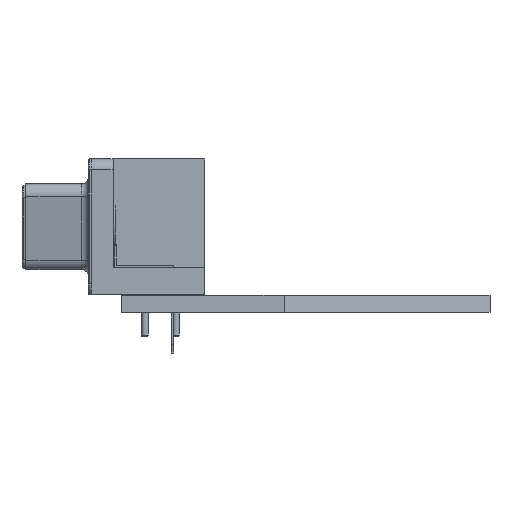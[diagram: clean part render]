
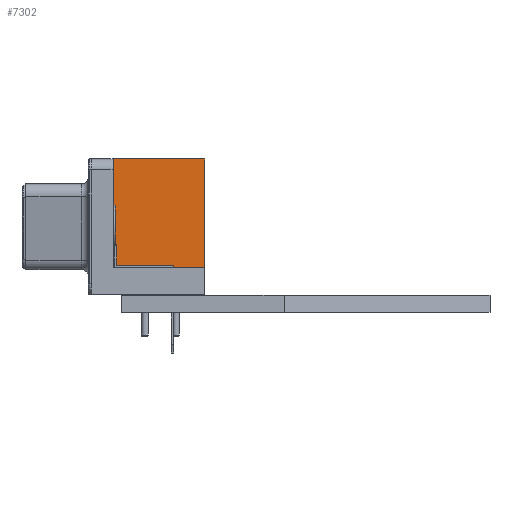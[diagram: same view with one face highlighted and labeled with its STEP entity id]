
A CAD part, front view. The second image highlights one B-rep face of the part: STEP entity #7302.
In plain terms, the highlighted face is planar.
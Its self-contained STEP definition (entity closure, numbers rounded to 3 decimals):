
#3529 = PLANE('',#3530);
#3530 = AXIS2_PLACEMENT_3D('',#3531,#3532,#3533);
#3531 = CARTESIAN_POINT('',(9.86,-7.78,12.5));
#3532 = DIRECTION('',(0.,0.,1.));
#3533 = DIRECTION('',(-1.,0.,0.));
#4195 = PLANE('',#4196);
#4196 = AXIS2_PLACEMENT_3D('',#4197,#4198,#4199);
#4197 = CARTESIAN_POINT('',(-5.54,2.7,6.25));
#4198 = DIRECTION('',(0.,-1.,0.));
#4199 = DIRECTION('',(1.,0.,0.));
#5053 = PLANE('',#5054);
#5054 = AXIS2_PLACEMENT_3D('',#5055,#5056,#5057);
#5055 = CARTESIAN_POINT('',(4.36,-5.78,2.5));
#5056 = DIRECTION('',(0.,0.,-1.));
#5057 = DIRECTION('',(1.,0.,0.));
#5079 = PLANE('',#5080);
#5080 = AXIS2_PLACEMENT_3D('',#5081,#5082,#5083);
#5081 = CARTESIAN_POINT('',(7.86,-5.78,8.75));
#5082 = DIRECTION('',(0.,-1.,0.));
#5083 = DIRECTION('',(1.,0.,0.));
#5119 = VERTEX_POINT('',#5120);
#5120 = CARTESIAN_POINT('',(4.36,-5.78,12.5));
#5141 = EDGE_CURVE('',#5142,#5119,#5144,.T.);
#5142 = VERTEX_POINT('',#5143);
#5143 = CARTESIAN_POINT('',(4.36,2.7,12.5));
#5144 = SURFACE_CURVE('',#5145,(#5149,#5156),.PCURVE_S1.);
#5145 = LINE('',#5146,#5147);
#5146 = CARTESIAN_POINT('',(4.36,-6.78,12.5));
#5147 = VECTOR('',#5148,1.);
#5148 = DIRECTION('',(0.,-1.,0.));
#5149 = PCURVE('',#3529,#5150);
#5150 = DEFINITIONAL_REPRESENTATION('',(#5151),#5155);
#5151 = LINE('',#5152,#5153);
#5152 = CARTESIAN_POINT('',(5.5,-1.));
#5153 = VECTOR('',#5154,1.);
#5154 = DIRECTION('',(0.,1.));
#5155 = ( GEOMETRIC_REPRESENTATION_CONTEXT(2) 
PARAMETRIC_REPRESENTATION_CONTEXT() REPRESENTATION_CONTEXT('2D SPACE',''
  ) );
#5156 = PCURVE('',#5157,#5162);
#5157 = PLANE('',#5158);
#5158 = AXIS2_PLACEMENT_3D('',#5159,#5160,#5161);
#5159 = CARTESIAN_POINT('',(4.36,-5.78,15.));
#5160 = DIRECTION('',(-1.,0.,0.));
#5161 = DIRECTION('',(-0.,0.,-1.));
#5162 = DEFINITIONAL_REPRESENTATION('',(#5163),#5167);
#5163 = LINE('',#5164,#5165);
#5164 = CARTESIAN_POINT('',(2.5,1.));
#5165 = VECTOR('',#5166,1.);
#5166 = DIRECTION('',(0.,1.));
#5167 = ( GEOMETRIC_REPRESENTATION_CONTEXT(2) 
PARAMETRIC_REPRESENTATION_CONTEXT() REPRESENTATION_CONTEXT('2D SPACE',''
  ) );
#5853 = EDGE_CURVE('',#5142,#5854,#5856,.T.);
#5854 = VERTEX_POINT('',#5855);
#5855 = CARTESIAN_POINT('',(4.36,2.7,2.5));
#5856 = SURFACE_CURVE('',#5857,(#5861,#5868),.PCURVE_S1.);
#5857 = LINE('',#5858,#5859);
#5858 = CARTESIAN_POINT('',(4.36,2.7,10.625));
#5859 = VECTOR('',#5860,1.);
#5860 = DIRECTION('',(0.,0.,-1.));
#5861 = PCURVE('',#4195,#5862);
#5862 = DEFINITIONAL_REPRESENTATION('',(#5863),#5867);
#5863 = LINE('',#5864,#5865);
#5864 = CARTESIAN_POINT('',(9.9,4.375));
#5865 = VECTOR('',#5866,1.);
#5866 = DIRECTION('',(0.,-1.));
#5867 = ( GEOMETRIC_REPRESENTATION_CONTEXT(2) 
PARAMETRIC_REPRESENTATION_CONTEXT() REPRESENTATION_CONTEXT('2D SPACE',''
  ) );
#5868 = PCURVE('',#5157,#5869);
#5869 = DEFINITIONAL_REPRESENTATION('',(#5870),#5874);
#5870 = LINE('',#5871,#5872);
#5871 = CARTESIAN_POINT('',(4.375,-8.48));
#5872 = VECTOR('',#5873,1.);
#5873 = DIRECTION('',(1.,0.));
#5874 = ( GEOMETRIC_REPRESENTATION_CONTEXT(2) 
PARAMETRIC_REPRESENTATION_CONTEXT() REPRESENTATION_CONTEXT('2D SPACE',''
  ) );
#7124 = EDGE_CURVE('',#5119,#7125,#7127,.T.);
#7125 = VERTEX_POINT('',#7126);
#7126 = CARTESIAN_POINT('',(4.36,-5.78,2.5));
#7127 = SURFACE_CURVE('',#7128,(#7132,#7139),.PCURVE_S1.);
#7128 = LINE('',#7129,#7130);
#7129 = CARTESIAN_POINT('',(4.36,-5.78,15.));
#7130 = VECTOR('',#7131,1.);
#7131 = DIRECTION('',(0.,0.,-1.));
#7132 = PCURVE('',#5079,#7133);
#7133 = DEFINITIONAL_REPRESENTATION('',(#7134),#7138);
#7134 = LINE('',#7135,#7136);
#7135 = CARTESIAN_POINT('',(-3.5,6.25));
#7136 = VECTOR('',#7137,1.);
#7137 = DIRECTION('',(0.,-1.));
#7138 = ( GEOMETRIC_REPRESENTATION_CONTEXT(2) 
PARAMETRIC_REPRESENTATION_CONTEXT() REPRESENTATION_CONTEXT('2D SPACE',''
  ) );
#7139 = PCURVE('',#5157,#7140);
#7140 = DEFINITIONAL_REPRESENTATION('',(#7141),#7145);
#7141 = LINE('',#7142,#7143);
#7142 = CARTESIAN_POINT('',(-0.,0.));
#7143 = VECTOR('',#7144,1.);
#7144 = DIRECTION('',(1.,0.));
#7145 = ( GEOMETRIC_REPRESENTATION_CONTEXT(2) 
PARAMETRIC_REPRESENTATION_CONTEXT() REPRESENTATION_CONTEXT('2D SPACE',''
  ) );
#7201 = EDGE_CURVE('',#7125,#5854,#7202,.T.);
#7202 = SURFACE_CURVE('',#7203,(#7207,#7214),.PCURVE_S1.);
#7203 = LINE('',#7204,#7205);
#7204 = CARTESIAN_POINT('',(4.36,-5.78,2.5));
#7205 = VECTOR('',#7206,1.);
#7206 = DIRECTION('',(-0.,1.,0.));
#7207 = PCURVE('',#5053,#7208);
#7208 = DEFINITIONAL_REPRESENTATION('',(#7209),#7213);
#7209 = LINE('',#7210,#7211);
#7210 = CARTESIAN_POINT('',(0.,0.));
#7211 = VECTOR('',#7212,1.);
#7212 = DIRECTION('',(0.,-1.));
#7213 = ( GEOMETRIC_REPRESENTATION_CONTEXT(2) 
PARAMETRIC_REPRESENTATION_CONTEXT() REPRESENTATION_CONTEXT('2D SPACE',''
  ) );
#7214 = PCURVE('',#5157,#7215);
#7215 = DEFINITIONAL_REPRESENTATION('',(#7216),#7220);
#7216 = LINE('',#7217,#7218);
#7217 = CARTESIAN_POINT('',(12.5,0.));
#7218 = VECTOR('',#7219,1.);
#7219 = DIRECTION('',(0.,-1.));
#7220 = ( GEOMETRIC_REPRESENTATION_CONTEXT(2) 
PARAMETRIC_REPRESENTATION_CONTEXT() REPRESENTATION_CONTEXT('2D SPACE',''
  ) );
#7302 = ADVANCED_FACE('',(#7303),#5157,.F.);
#7303 = FACE_BOUND('',#7304,.F.);
#7304 = EDGE_LOOP('',(#7305,#7306,#7307,#7308));
#7305 = ORIENTED_EDGE('',*,*,#7124,.F.);
#7306 = ORIENTED_EDGE('',*,*,#5141,.F.);
#7307 = ORIENTED_EDGE('',*,*,#5853,.T.);
#7308 = ORIENTED_EDGE('',*,*,#7201,.F.);
